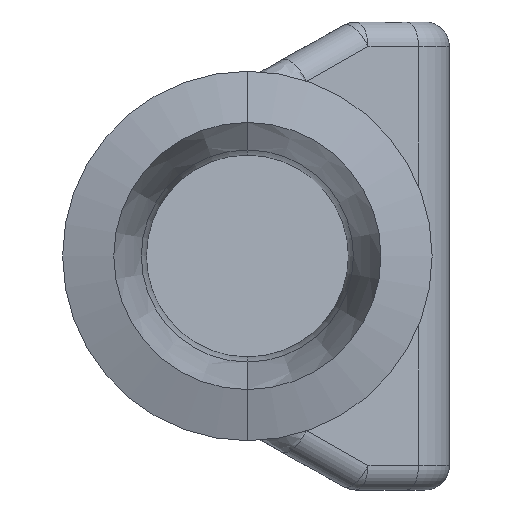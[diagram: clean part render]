
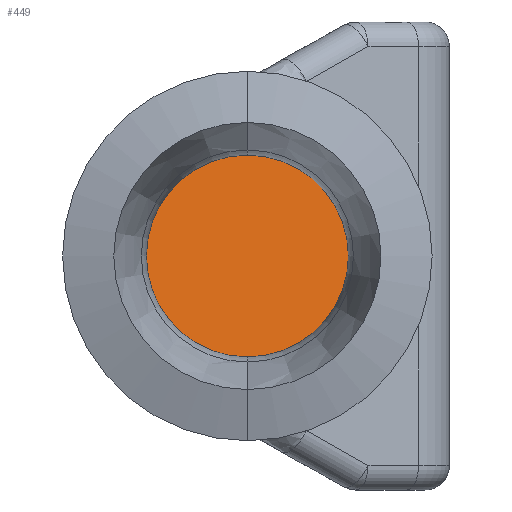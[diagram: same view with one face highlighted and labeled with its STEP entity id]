
A CAD part, left-side view. The second image highlights one B-rep face of the part: STEP entity #449.
In plain terms, the highlighted planar face has unit normal (-0.866, -0.5, 0).
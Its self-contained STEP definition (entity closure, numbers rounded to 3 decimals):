
#2 = PLANE ( 'NONE',  #1567 ) ;
#23 = DIRECTION ( 'NONE',  ( -0.866, -0.5, 0. ) ) ;
#179 = CARTESIAN_POINT ( 'NONE',  ( 101.628, 0., -4.1 ) ) ;
#230 =( BOUNDED_CURVE ( )  B_SPLINE_CURVE ( 3, ( #1937, #1648, #1352, #289 ),
 .UNSPECIFIED., .F., .T. ) 
 B_SPLINE_CURVE_WITH_KNOTS ( ( 4, 4 ),
 ( 4.712, 7.854 ),
 .UNSPECIFIED. ) 
 CURVE ( )  GEOMETRIC_REPRESENTATION_ITEM ( )  RATIONAL_B_SPLINE_CURVE ( ( 1., 0.333, 0.333, 1. ) ) 
 REPRESENTATION_ITEM ( '' )  );
#289 = CARTESIAN_POINT ( 'NONE',  ( 101.628, 0., -4.1 ) ) ;
#449 = ADVANCED_FACE ( 'NONE', ( #1805 ), #2, .T. ) ;
#454 = ORIENTED_EDGE ( 'NONE', *, *, #1859, .T. ) ;
#601 = CARTESIAN_POINT ( 'NONE',  ( 101.628, 0., 4.1 ) ) ;
#665 = DIRECTION ( 'NONE',  ( 0.5, -0.866, 0. ) ) ;
#674 = EDGE_LOOP ( 'NONE', ( #454, #857 ) ) ;
#857 = ORIENTED_EDGE ( 'NONE', *, *, #1340, .T. ) ;
#888 =( BOUNDED_CURVE ( )  B_SPLINE_CURVE ( 3, ( #1787, #1661, #1193, #601 ),
 .UNSPECIFIED., .F., .T. ) 
 B_SPLINE_CURVE_WITH_KNOTS ( ( 4, 4 ),
 ( 1.571, 4.712 ),
 .UNSPECIFIED. ) 
 CURVE ( )  GEOMETRIC_REPRESENTATION_ITEM ( )  RATIONAL_B_SPLINE_CURVE ( ( 1., 0.333, 0.333, 1. ) ) 
 REPRESENTATION_ITEM ( '' )  );
#911 = CARTESIAN_POINT ( 'NONE',  ( 105.93, -7.45, -27.555 ) ) ;
#1193 = CARTESIAN_POINT ( 'NONE',  ( 106.363, -8.2, 4.1 ) ) ;
#1340 = EDGE_CURVE ( 'NONE', #1890, #1454, #888, .T. ) ;
#1352 = CARTESIAN_POINT ( 'NONE',  ( 96.894, 8.2, -4.1 ) ) ;
#1454 = VERTEX_POINT ( 'NONE', #1521 ) ;
#1521 = CARTESIAN_POINT ( 'NONE',  ( 101.628, 0., 4.1 ) ) ;
#1567 = AXIS2_PLACEMENT_3D ( 'NONE', #911, #23, #665 ) ;
#1648 = CARTESIAN_POINT ( 'NONE',  ( 96.894, 8.2, 4.1 ) ) ;
#1661 = CARTESIAN_POINT ( 'NONE',  ( 106.363, -8.2, -4.1 ) ) ;
#1787 = CARTESIAN_POINT ( 'NONE',  ( 101.628, 0., -4.1 ) ) ;
#1805 = FACE_OUTER_BOUND ( 'NONE', #674, .T. ) ;
#1859 = EDGE_CURVE ( 'NONE', #1454, #1890, #230, .T. ) ;
#1890 = VERTEX_POINT ( 'NONE', #179 ) ;
#1937 = CARTESIAN_POINT ( 'NONE',  ( 101.628, 0., 4.1 ) ) ;
